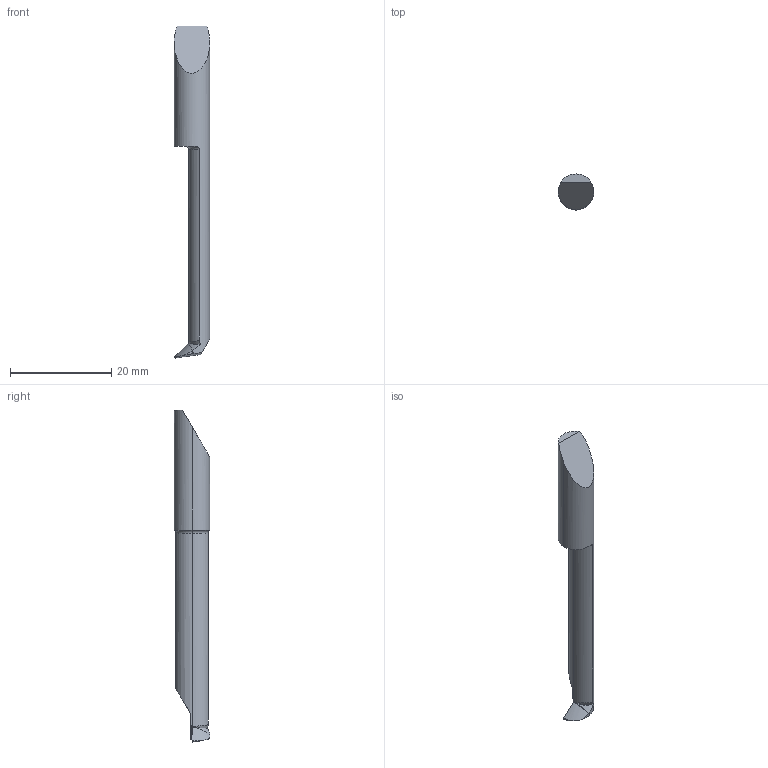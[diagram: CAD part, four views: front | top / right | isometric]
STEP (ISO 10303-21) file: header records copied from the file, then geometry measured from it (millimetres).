
FILE_DESCRIPTION(/* description */ (''),/* implementation_level */ '2;1');
FILE_NAME(/* name */ '1602573492168.stp',/* time_stamp */ '2020-10-13T12:48:18+05:00',/* author */ (''),/* organization */ ('SMS'),/* preprocessor_version */ 'ST-DEVELOPER v16.7',/* originating_system */ 'SIEMENS PLM Software NX 12.0',/* authorisation */ '');
FILE_SCHEMA (('AUTOMOTIVE_DESIGN { 1 0 10303 214 3 1 1 1 }'));
Length unit declared in the file: millimetre
Products named in the file (1): 203191974mod000_00
Bounding box: 7 x 7 x 65.5 mm (x, y, z)
Volume: 1510 mm3; surface area: 1202.8 mm2
Topology: 2 solids, 2 shells, 38 faces, 97 edges, 67 vertices
Faces by surface type: plane 12, torus 9, cylinder 8, bspline 6, cone 3
Entity records: 1411 total; most frequent: CARTESIAN_POINT 546, ORIENTED_EDGE 192, DIRECTION 138, EDGE_CURVE 96, VERTEX_POINT 62, AXIS2_PLACEMENT_3D 59, ADVANCED_FACE 38, FACE_OUTER_BOUND 38
